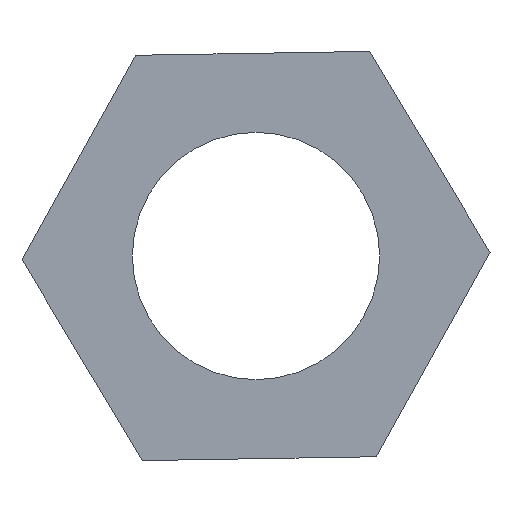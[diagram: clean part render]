
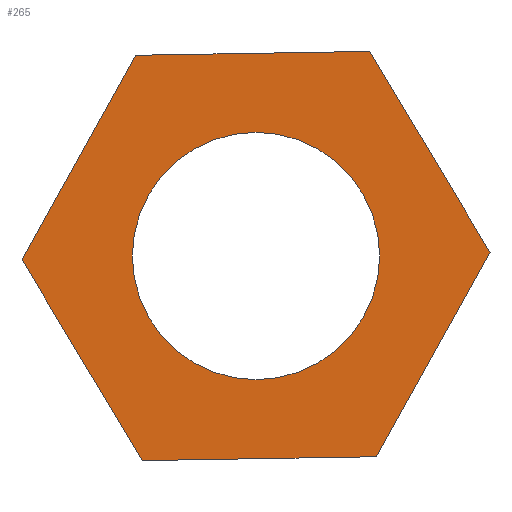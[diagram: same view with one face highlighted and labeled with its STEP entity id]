
A CAD part, front view. The second image highlights one B-rep face of the part: STEP entity #265.
In plain terms, the highlighted planar face has unit normal (0, -1, 0).
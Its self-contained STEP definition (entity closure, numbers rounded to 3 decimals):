
#14 = VERTEX_POINT ( 'NONE', #41 ) ;
#17 = ORIENTED_EDGE ( 'NONE', *, *, #282, .F. ) ;
#18 = ORIENTED_EDGE ( 'NONE', *, *, #287, .F. ) ;
#22 = VERTEX_POINT ( 'NONE', #91 ) ;
#26 = EDGE_LOOP ( 'NONE', ( #40, #17, #18, #77, #110, #61 ) ) ;
#40 = ORIENTED_EDGE ( 'NONE', *, *, #270, .F. ) ;
#41 = CARTESIAN_POINT ( 'NONE',  ( -2.886, 0., -0.048 ) ) ;
#60 = ORIENTED_EDGE ( 'NONE', *, *, #292, .T. ) ;
#61 = ORIENTED_EDGE ( 'NONE', *, *, #275, .F. ) ;
#63 = ORIENTED_EDGE ( 'NONE', *, *, #279, .T. ) ;
#73 = CARTESIAN_POINT ( 'NONE',  ( -1.402, 0., -2.523 ) ) ;
#77 = ORIENTED_EDGE ( 'NONE', *, *, #274, .F. ) ;
#80 = CARTESIAN_POINT ( 'NONE',  ( 1.402, 0., 2.523 ) ) ;
#82 = CARTESIAN_POINT ( 'NONE',  ( 2.886, 0., 0.048 ) ) ;
#86 = CARTESIAN_POINT ( 'NONE',  ( 0., 0., 1.525 ) ) ;
#89 = CARTESIAN_POINT ( 'NONE',  ( 0., 0., -1.525 ) ) ;
#90 = CARTESIAN_POINT ( 'NONE',  ( 1.484, 0., -2.476 ) ) ;
#91 = CARTESIAN_POINT ( 'NONE',  ( -1.484, 0., 2.476 ) ) ;
#107 = EDGE_LOOP ( 'NONE', ( #60, #63 ) ) ;
#110 = ORIENTED_EDGE ( 'NONE', *, *, #280, .F. ) ;
#132 = VERTEX_POINT ( 'NONE', #90 ) ;
#133 = VERTEX_POINT ( 'NONE', #89 ) ;
#134 = VERTEX_POINT ( 'NONE', #86 ) ;
#135 = VERTEX_POINT ( 'NONE', #73 ) ;
#136 = VERTEX_POINT ( 'NONE', #82 ) ;
#139 = VERTEX_POINT ( 'NONE', #80 ) ;
#146 = FACE_BOUND ( 'NONE', #107, .T. ) ;
#155 = FACE_OUTER_BOUND ( 'NONE', #26, .T. ) ;
#162 = AXIS2_PLACEMENT_3D ( 'NONE', #301, #386, #377 ) ;
#166 = VECTOR ( 'NONE', #391, 1000. ) ;
#175 = VECTOR ( 'NONE', #317, 1000. ) ;
#176 = VECTOR ( 'NONE', #369, 1000. ) ;
#177 = VECTOR ( 'NONE', #368, 1000. ) ;
#204 = AXIS2_PLACEMENT_3D ( 'NONE', #417, #428, #461 ) ;
#213 = AXIS2_PLACEMENT_3D ( 'NONE', #304, #348, #355 ) ;
#218 = VECTOR ( 'NONE', #356, 1000. ) ;
#220 = VECTOR ( 'NONE', #350, 1000. ) ;
#246 = CIRCLE ( 'NONE', #213, 1.525 ) ;
#257 = CIRCLE ( 'NONE', #162, 1.525 ) ;
#265 = ADVANCED_FACE ( 'NONE', ( #155, #146 ), #432, .F. ) ;
#270 = EDGE_CURVE ( 'NONE', #14, #22, #333, .T. ) ;
#274 = EDGE_CURVE ( 'NONE', #136, #132, #392, .T. ) ;
#275 = EDGE_CURVE ( 'NONE', #22, #139, #360, .T. ) ;
#279 = EDGE_CURVE ( 'NONE', #133, #134, #257, .T. ) ;
#280 = EDGE_CURVE ( 'NONE', #139, #136, #374, .T. ) ;
#282 = EDGE_CURVE ( 'NONE', #135, #14, #379, .T. ) ;
#287 = EDGE_CURVE ( 'NONE', #132, #135, #366, .T. ) ;
#292 = EDGE_CURVE ( 'NONE', #134, #133, #246, .T. ) ;
#301 = CARTESIAN_POINT ( 'NONE',  ( 0., 0., 0. ) ) ;
#304 = CARTESIAN_POINT ( 'NONE',  ( 0., 0., 0. ) ) ;
#317 = DIRECTION ( 'NONE',  ( 0.486, 0., 0.874 ) ) ;
#318 = CARTESIAN_POINT ( 'NONE',  ( -2.886, 0., -0.048 ) ) ;
#327 = CARTESIAN_POINT ( 'NONE',  ( 1.402, 0., 2.523 ) ) ;
#333 = LINE ( 'NONE', #318, #175 ) ;
#340 = CARTESIAN_POINT ( 'NONE',  ( -1.402, 0., -2.523 ) ) ;
#341 = CARTESIAN_POINT ( 'NONE',  ( 2.886, 0., 0.048 ) ) ;
#348 = DIRECTION ( 'NONE',  ( 0., 1., 0. ) ) ;
#350 = DIRECTION ( 'NONE',  ( -0.514, 0., 0.858 ) ) ;
#355 = DIRECTION ( 'NONE',  ( 0., 0., 1. ) ) ;
#356 = DIRECTION ( 'NONE',  ( -1., 0., -0.016 ) ) ;
#360 = LINE ( 'NONE', #375, #177 ) ;
#366 = LINE ( 'NONE', #367, #218 ) ;
#367 = CARTESIAN_POINT ( 'NONE',  ( 1.484, 0., -2.476 ) ) ;
#368 = DIRECTION ( 'NONE',  ( 1., 0., 0.016 ) ) ;
#369 = DIRECTION ( 'NONE',  ( -0.486, 0., -0.874 ) ) ;
#374 = LINE ( 'NONE', #327, #166 ) ;
#375 = CARTESIAN_POINT ( 'NONE',  ( -1.484, 0., 2.476 ) ) ;
#377 = DIRECTION ( 'NONE',  ( 0., 0., 1. ) ) ;
#379 = LINE ( 'NONE', #340, #220 ) ;
#386 = DIRECTION ( 'NONE',  ( 0., 1., 0. ) ) ;
#391 = DIRECTION ( 'NONE',  ( 0.514, 0., -0.858 ) ) ;
#392 = LINE ( 'NONE', #341, #176 ) ;
#417 = CARTESIAN_POINT ( 'NONE',  ( 0., 0., 0. ) ) ;
#428 = DIRECTION ( 'NONE',  ( 0., 1., 0. ) ) ;
#432 = PLANE ( 'NONE',  #204 ) ;
#461 = DIRECTION ( 'NONE',  ( 0., 0., 1. ) ) ;
